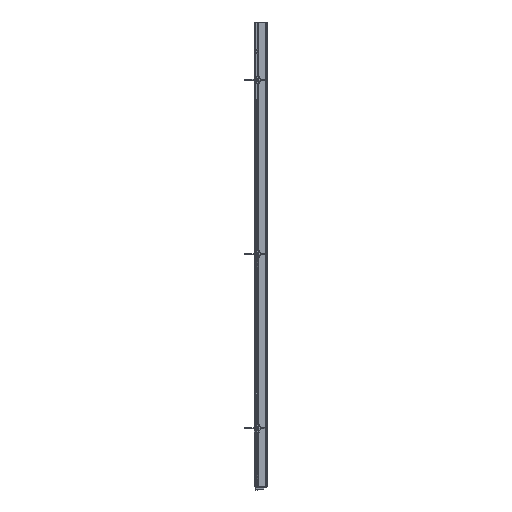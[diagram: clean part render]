
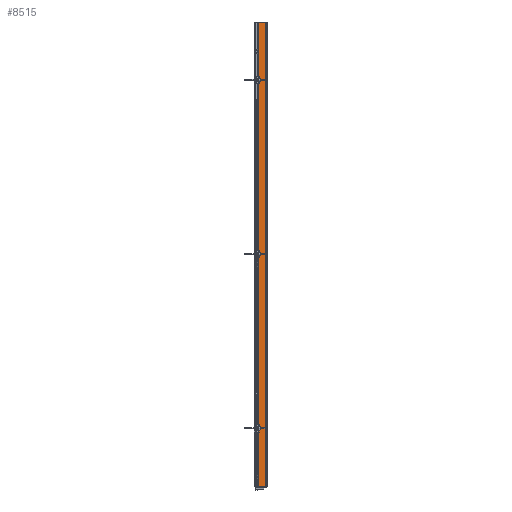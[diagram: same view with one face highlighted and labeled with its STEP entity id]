
A CAD part, left-side view. The second image highlights one B-rep face of the part: STEP entity #8515.
In plain terms, the highlighted planar face has unit normal (-1, 0, 0).
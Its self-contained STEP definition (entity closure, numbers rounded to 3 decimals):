
#1222 = EDGE_CURVE ( 'NONE', #16241, #62698, #21989, .T. ) ;
#6351 = DIRECTION ( 'NONE',  ( 0., 0., 1. ) ) ;
#8515 = ADVANCED_FACE ( 'NONE', ( #63605 ), #15772, .T. ) ;
#8695 = EDGE_LOOP ( 'NONE', ( #42489, #34903, #16619, #25523 ) ) ;
#9256 = VECTOR ( 'NONE', #38070, 1000. ) ;
#10104 = VERTEX_POINT ( 'NONE', #15950 ) ;
#13299 = VERTEX_POINT ( 'NONE', #39616 ) ;
#15772 = PLANE ( 'NONE',  #24325 ) ;
#15950 = CARTESIAN_POINT ( 'NONE',  ( -220.5, 52., 0. ) ) ;
#16241 = VERTEX_POINT ( 'NONE', #38861 ) ;
#16619 = ORIENTED_EDGE ( 'NONE', *, *, #65119, .F. ) ;
#16827 = CARTESIAN_POINT ( 'NONE',  ( -220.5, 52., -2399. ) ) ;
#21989 = LINE ( 'NONE', #43638, #9256 ) ;
#24325 = AXIS2_PLACEMENT_3D ( 'NONE', #58376, #67775, #31904 ) ;
#25523 = ORIENTED_EDGE ( 'NONE', *, *, #51165, .T. ) ;
#27086 = CARTESIAN_POINT ( 'NONE',  ( -220.5, 0., 0. ) ) ;
#31904 = DIRECTION ( 'NONE',  ( 0., 0., 1. ) ) ;
#34903 = ORIENTED_EDGE ( 'NONE', *, *, #68676, .F. ) ;
#36908 = LINE ( 'NONE', #27086, #53713 ) ;
#37193 = LINE ( 'NONE', #16827, #56928 ) ;
#38070 = DIRECTION ( 'NONE',  ( 0., 0., -1. ) ) ;
#38861 = CARTESIAN_POINT ( 'NONE',  ( -220.5, 3., 0. ) ) ;
#39616 = CARTESIAN_POINT ( 'NONE',  ( -220.5, 52., -2399. ) ) ;
#40687 = CARTESIAN_POINT ( 'NONE',  ( -220.5, 3., -2399. ) ) ;
#42489 = ORIENTED_EDGE ( 'NONE', *, *, #1222, .F. ) ;
#42899 = CARTESIAN_POINT ( 'NONE',  ( -220.5, 0., -2399. ) ) ;
#43638 = CARTESIAN_POINT ( 'NONE',  ( -220.5, 3., -2399. ) ) ;
#50707 = VECTOR ( 'NONE', #63092, 1000. ) ;
#51165 = EDGE_CURVE ( 'NONE', #13299, #62698, #68324, .T. ) ;
#53596 = DIRECTION ( 'NONE',  ( 0., -1., 0. ) ) ;
#53713 = VECTOR ( 'NONE', #53596, 1000. ) ;
#56928 = VECTOR ( 'NONE', #6351, 1000. ) ;
#58376 = CARTESIAN_POINT ( 'NONE',  ( -220.5, 0., -2399. ) ) ;
#62698 = VERTEX_POINT ( 'NONE', #40687 ) ;
#63092 = DIRECTION ( 'NONE',  ( 0., -1., 0. ) ) ;
#63605 = FACE_OUTER_BOUND ( 'NONE', #8695, .T. ) ;
#65119 = EDGE_CURVE ( 'NONE', #13299, #10104, #37193, .T. ) ;
#67775 = DIRECTION ( 'NONE',  ( -1., 0., 0. ) ) ;
#68324 = LINE ( 'NONE', #42899, #50707 ) ;
#68676 = EDGE_CURVE ( 'NONE', #10104, #16241, #36908, .T. ) ;
